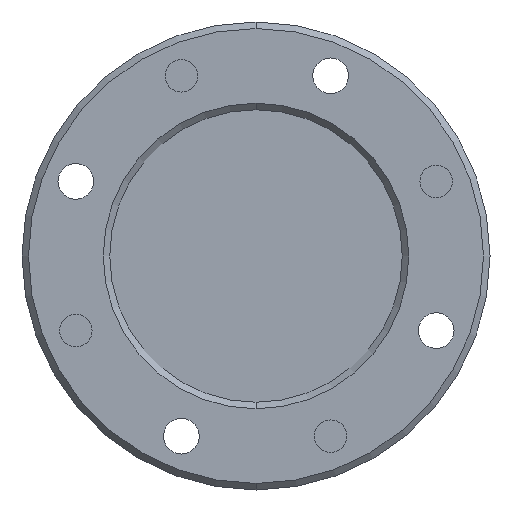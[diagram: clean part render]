
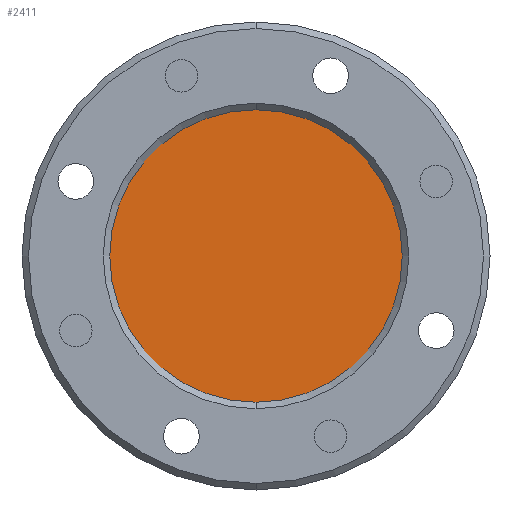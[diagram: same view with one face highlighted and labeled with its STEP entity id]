
A CAD part, front view. The second image highlights one B-rep face of the part: STEP entity #2411.
In plain terms, the highlighted planar face has unit normal (0, -1, 0).
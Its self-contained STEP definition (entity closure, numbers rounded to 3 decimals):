
#456 = CIRCLE ( 'NONE', #1265, 22.5 ) ;
#468 = DIRECTION ( 'NONE',  ( 0., -1., 0. ) ) ;
#750 = VERTEX_POINT ( 'NONE', #3473 ) ;
#912 = EDGE_LOOP ( 'NONE', ( #3115, #2610 ) ) ;
#1025 = DIRECTION ( 'NONE',  ( 0., 0., 1. ) ) ;
#1039 = CARTESIAN_POINT ( 'NONE',  ( 0., 0., 0. ) ) ;
#1265 = AXIS2_PLACEMENT_3D ( 'NONE', #3372, #2291, #1505 ) ;
#1330 = EDGE_CURVE ( 'NONE', #750, #1862, #2383, .T. ) ;
#1505 = DIRECTION ( 'NONE',  ( 0., 0., -1. ) ) ;
#1583 = DIRECTION ( 'NONE',  ( 0., 1., 0. ) ) ;
#1745 = AXIS2_PLACEMENT_3D ( 'NONE', #3210, #1583, #1025 ) ;
#1847 = EDGE_CURVE ( 'NONE', #1862, #750, #456, .T. ) ;
#1862 = VERTEX_POINT ( 'NONE', #3360 ) ;
#1872 = PLANE ( 'NONE',  #1745 ) ;
#1998 = AXIS2_PLACEMENT_3D ( 'NONE', #1039, #468, #2379 ) ;
#2030 = FACE_OUTER_BOUND ( 'NONE', #912, .T. ) ;
#2291 = DIRECTION ( 'NONE',  ( 0., -1., 0. ) ) ;
#2379 = DIRECTION ( 'NONE',  ( 0., 0., -1. ) ) ;
#2383 = CIRCLE ( 'NONE', #1998, 22.5 ) ;
#2411 = ADVANCED_FACE ( 'NONE', ( #2030 ), #1872, .F. ) ;
#2610 = ORIENTED_EDGE ( 'NONE', *, *, #1847, .T. ) ;
#3115 = ORIENTED_EDGE ( 'NONE', *, *, #1330, .T. ) ;
#3210 = CARTESIAN_POINT ( 'NONE',  ( 0., 0., 0. ) ) ;
#3360 = CARTESIAN_POINT ( 'NONE',  ( 0., 0., -22.5 ) ) ;
#3372 = CARTESIAN_POINT ( 'NONE',  ( 0., 0., 0. ) ) ;
#3473 = CARTESIAN_POINT ( 'NONE',  ( 0., 0., 22.5 ) ) ;
